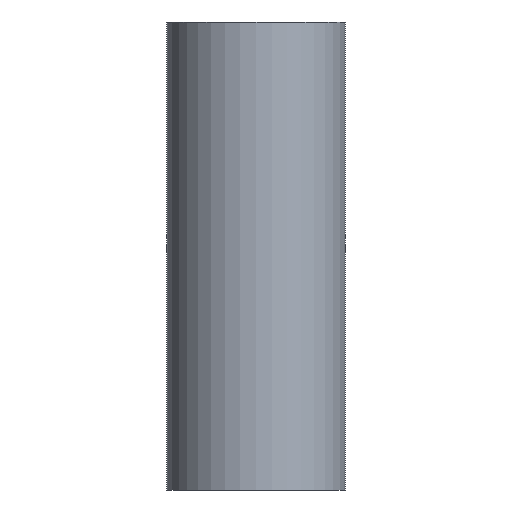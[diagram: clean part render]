
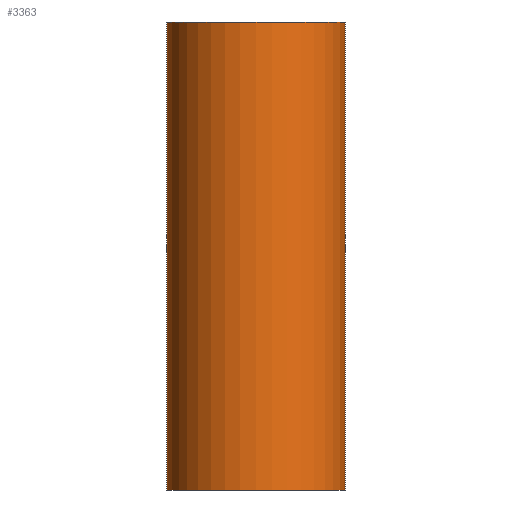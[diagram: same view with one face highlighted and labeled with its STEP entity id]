
A CAD part, front view. The second image highlights one B-rep face of the part: STEP entity #3363.
In plain terms, the highlighted cylindrical face has radius 13 mm (diameter 26 mm), a partial arc.
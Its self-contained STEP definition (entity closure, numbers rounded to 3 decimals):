
#119 = CARTESIAN_POINT ( 'NONE',  ( 0., 0., -68. ) ) ;
#202 = CARTESIAN_POINT ( 'NONE',  ( -13., 0., -68. ) ) ;
#408 = DIRECTION ( 'NONE',  ( 1., 0., 0. ) ) ;
#411 = EDGE_CURVE ( 'NONE', #3464, #3101, #2634, .T. ) ;
#491 = CARTESIAN_POINT ( 'NONE',  ( 13., 0., -68. ) ) ;
#540 = EDGE_LOOP ( 'NONE', ( #2150, #2396, #2955, #3435 ) ) ;
#569 = LINE ( 'NONE', #491, #1389 ) ;
#905 = CIRCLE ( 'NONE', #1560, 13. ) ;
#916 = DIRECTION ( 'NONE',  ( 0., 0., 1. ) ) ;
#1227 = EDGE_CURVE ( 'NONE', #3101, #1922, #905, .T. ) ;
#1252 = VECTOR ( 'NONE', #1831, 1000. ) ;
#1294 = AXIS2_PLACEMENT_3D ( 'NONE', #119, #2067, #408 ) ;
#1389 = VECTOR ( 'NONE', #2947, 1000. ) ;
#1560 = AXIS2_PLACEMENT_3D ( 'NONE', #2582, #916, #2834 ) ;
#1827 = CARTESIAN_POINT ( 'NONE',  ( 13., 0., -68. ) ) ;
#1831 = DIRECTION ( 'NONE',  ( 0., 0., 1. ) ) ;
#1846 = CARTESIAN_POINT ( 'NONE',  ( 0., 0., -68. ) ) ;
#1921 = EDGE_CURVE ( 'NONE', #3099, #1922, #569, .T. ) ;
#1922 = VERTEX_POINT ( 'NONE', #2698 ) ;
#2067 = DIRECTION ( 'NONE',  ( 0., 0., 1. ) ) ;
#2150 = ORIENTED_EDGE ( 'NONE', *, *, #411, .F. ) ;
#2381 = CARTESIAN_POINT ( 'NONE',  ( -13., 0., 0. ) ) ;
#2396 = ORIENTED_EDGE ( 'NONE', *, *, #3261, .T. ) ;
#2433 = FACE_OUTER_BOUND ( 'NONE', #540, .T. ) ;
#2582 = CARTESIAN_POINT ( 'NONE',  ( 0., 0., 0. ) ) ;
#2634 = LINE ( 'NONE', #3476, #1252 ) ;
#2698 = CARTESIAN_POINT ( 'NONE',  ( 13., 0., 0. ) ) ;
#2834 = DIRECTION ( 'NONE',  ( 1., 0., 0. ) ) ;
#2925 = DIRECTION ( 'NONE',  ( 0., 0., 1. ) ) ;
#2947 = DIRECTION ( 'NONE',  ( 0., 0., 1. ) ) ;
#2955 = ORIENTED_EDGE ( 'NONE', *, *, #1921, .T. ) ;
#2977 = CYLINDRICAL_SURFACE ( 'NONE', #3512, 13. ) ;
#3099 = VERTEX_POINT ( 'NONE', #1827 ) ;
#3101 = VERTEX_POINT ( 'NONE', #2381 ) ;
#3201 = DIRECTION ( 'NONE',  ( 1., 0., 0. ) ) ;
#3261 = EDGE_CURVE ( 'NONE', #3464, #3099, #3413, .T. ) ;
#3363 = ADVANCED_FACE ( 'NONE', ( #2433 ), #2977, .T. ) ;
#3413 = CIRCLE ( 'NONE', #1294, 13. ) ;
#3435 = ORIENTED_EDGE ( 'NONE', *, *, #1227, .F. ) ;
#3464 = VERTEX_POINT ( 'NONE', #202 ) ;
#3476 = CARTESIAN_POINT ( 'NONE',  ( -13., 0., -68. ) ) ;
#3512 = AXIS2_PLACEMENT_3D ( 'NONE', #1846, #2925, #3201 ) ;
